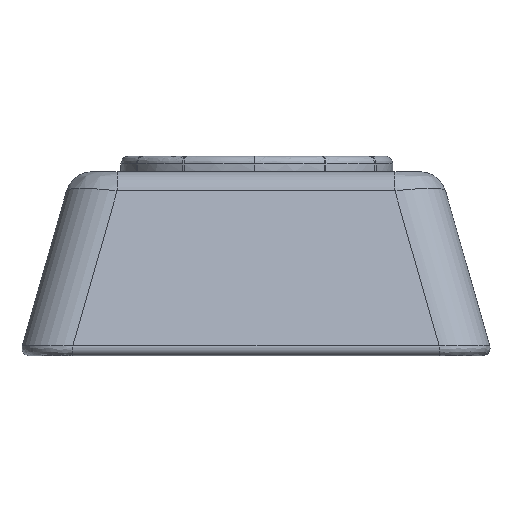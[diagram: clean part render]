
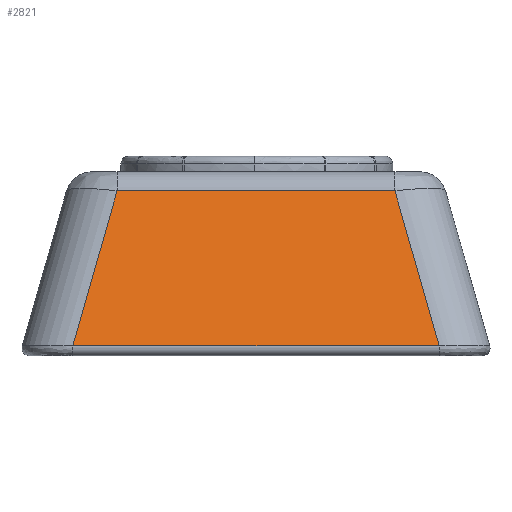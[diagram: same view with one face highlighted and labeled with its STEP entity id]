
A CAD part, left-side view. The second image highlights one B-rep face of the part: STEP entity #2821.
In plain terms, the highlighted planar face has unit normal (-0.962, 0, 0.275).
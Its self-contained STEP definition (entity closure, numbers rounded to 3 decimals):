
#147=PLANE('',#3059);
#268=LINE('',#7192,#405);
#272=LINE('',#7201,#409);
#273=LINE('',#7205,#410);
#274=LINE('',#7206,#411);
#405=VECTOR('',#3608,10.);
#409=VECTOR('',#3616,10.);
#410=VECTOR('',#3621,10.);
#411=VECTOR('',#3622,10.);
#584=FACE_OUTER_BOUND('',#771,.T.);
#771=EDGE_LOOP('',(#2458,#2459,#2460,#2461));
#1265=VERTEX_POINT('',#7041);
#1280=VERTEX_POINT('',#7186);
#1283=VERTEX_POINT('',#7200);
#1284=VERTEX_POINT('',#7204);
#1678=EDGE_CURVE('',#1265,#1280,#268,.T.);
#1682=EDGE_CURVE('',#1280,#1283,#272,.T.);
#1684=EDGE_CURVE('',#1284,#1265,#273,.T.);
#1685=EDGE_CURVE('',#1283,#1284,#274,.T.);
#2458=ORIENTED_EDGE('',*,*,#1678,.F.);
#2459=ORIENTED_EDGE('',*,*,#1684,.F.);
#2460=ORIENTED_EDGE('',*,*,#1685,.F.);
#2461=ORIENTED_EDGE('',*,*,#1682,.F.);
#2821=ADVANCED_FACE('',(#584),#147,.T.);
#3059=AXIS2_PLACEMENT_3D('',#7203,#3619,#3620);
#3608=DIRECTION('',(0.,1.,0.));
#3616=DIRECTION('',(0.265,-0.265,0.927));
#3619=DIRECTION('center_axis',(-0.962,0.,
0.275));
#3620=DIRECTION('ref_axis',(0.275,0.,0.962));
#3621=DIRECTION('',(-0.265,-0.265,-0.927));
#3622=DIRECTION('',(0.,-1.,0.));
#7041=CARTESIAN_POINT('',(-8.891,-6.968,0.382));
#7186=CARTESIAN_POINT('',(-8.891,6.968,0.382));
#7192=CARTESIAN_POINT('',(-8.891,-3.5,0.382));
#7200=CARTESIAN_POINT('',(-7.207,5.284,6.275));
#7201=CARTESIAN_POINT('',(-6.644,4.721,8.247));
#7203=CARTESIAN_POINT('Origin',(-7.,-7.,7.));
#7204=CARTESIAN_POINT('',(-7.207,-5.284,6.275));
#7205=CARTESIAN_POINT('',(-6.644,-4.721,8.247));
#7206=CARTESIAN_POINT('',(-7.207,-3.5,6.275));
